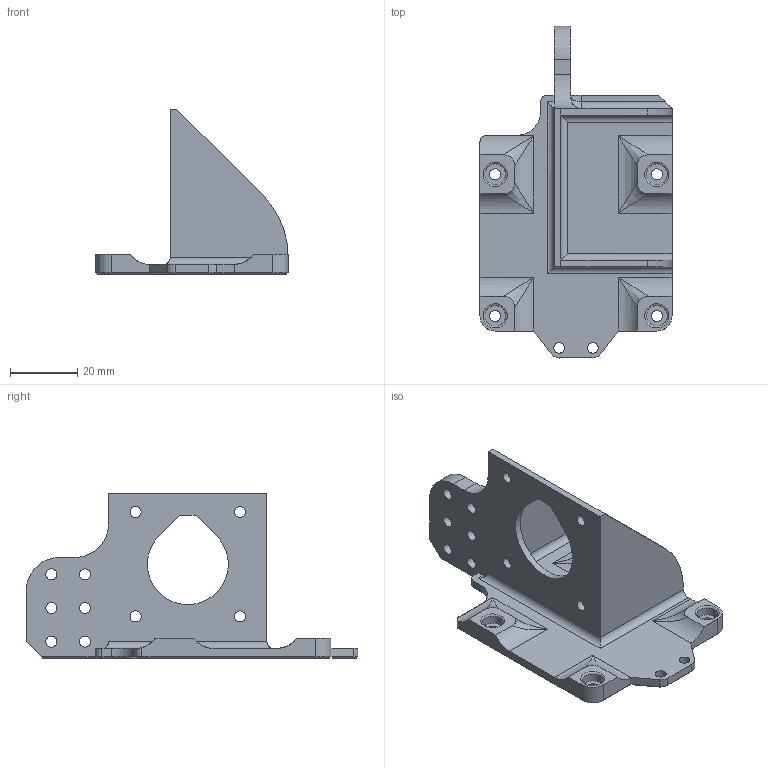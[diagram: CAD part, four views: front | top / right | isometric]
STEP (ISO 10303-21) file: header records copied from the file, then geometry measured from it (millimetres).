
FILE_DESCRIPTION(('FreeCAD Model'),'2;1');
FILE_NAME( 'E3dSoporte_ventilador.step', '2017-02-04T22:42:22',('Diego Lale'),('Lalebots'), 'Open CASCADE STEP processor 6.8','FreeCAD','Unknown');
FILE_SCHEMA(('AUTOMOTIVE_DESIGN_CC2 { 1 2 10303 214 -1 1 5 4 }'));
Length unit declared in the file: millimetre
Products named in the file (2): ASSEMBLY; Chamfer005
Assembly tree (1 placements, depth 2):
  ASSEMBLY
    Chamfer005
Bounding box: 57 x 98.5 x 49 mm (x, y, z)
Volume: 23807.4 mm3; surface area: 18161.4 mm2
Topology: 1 solids, 1 shells, 133 faces, 343 edges, 209 vertices
Faces by surface type: plane 56, cylinder 51, cone 13, bspline 9, torus 4
Full cylindrical faces by diameter (mm): 3.2 x2, 3.3 x14, 6.2 x4
Entity records: 12748 total; most frequent: CARTESIAN_POINT 6149, DIRECTION 1164, ORIENTED_EDGE 672, PCURVE 672, DEFINITIONAL_REPRESENTATION 672, LINE 654, VECTOR 654, EDGE_CURVE 336
